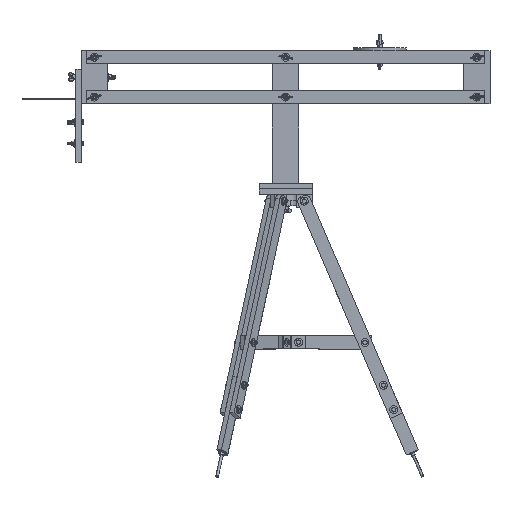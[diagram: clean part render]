
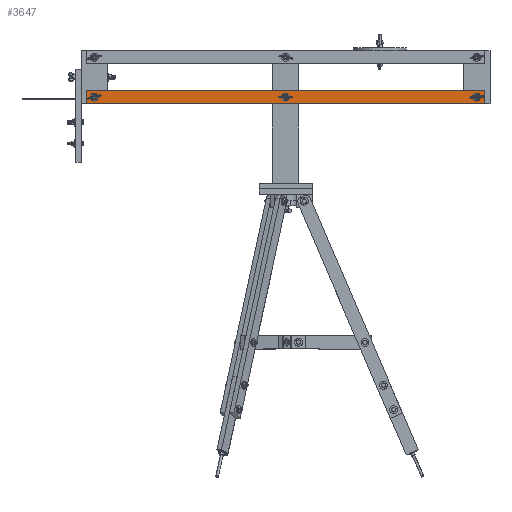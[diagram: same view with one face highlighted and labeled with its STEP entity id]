
A CAD part, top view. The second image highlights one B-rep face of the part: STEP entity #3647.
In plain terms, the highlighted planar face has unit normal (0, 0, 1).
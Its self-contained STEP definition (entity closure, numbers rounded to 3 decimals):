
#327 = VERTEX_POINT ( 'NONE', #17329 ) ;
#981 = EDGE_CURVE ( 'NONE', #13636, #8591, #17078, .T. ) ;
#1031 = CARTESIAN_POINT ( 'NONE',  ( -8., 0., 10.5 ) ) ;
#1285 = DIRECTION ( 'NONE',  ( 1., 0., 0. ) ) ;
#1492 = EDGE_LOOP ( 'NONE', ( #11022, #8525 ) ) ;
#1503 = EDGE_CURVE ( 'NONE', #5117, #11315, #6342, .T. ) ;
#1760 = CARTESIAN_POINT ( 'NONE',  ( 712., 0., 10.5 ) ) ;
#1918 = VECTOR ( 'NONE', #18721, 1000. ) ;
#1998 = DIRECTION ( 'NONE',  ( 0., 0., -1. ) ) ;
#2188 = EDGE_LOOP ( 'NONE', ( #5475, #14673, #20619, #6683 ) ) ;
#2213 = DIRECTION ( 'NONE',  ( 0., 0., 1. ) ) ;
#2229 = CIRCLE ( 'NONE', #12912, 8. ) ;
#2429 = VERTEX_POINT ( 'NONE', #1760 ) ;
#2473 = CARTESIAN_POINT ( 'NONE',  ( -720., 0., 10.5 ) ) ;
#2486 = EDGE_CURVE ( 'NONE', #11315, #15678, #18011, .T. ) ;
#3120 = CARTESIAN_POINT ( 'NONE',  ( -750., -25., 10.5 ) ) ;
#3647 = ADVANCED_FACE ( 'NONE', ( #11678, #6824, #13396, #4018 ), #12409, .F. ) ;
#3865 = CARTESIAN_POINT ( 'NONE',  ( -750., -25., 10.5 ) ) ;
#4018 = FACE_OUTER_BOUND ( 'NONE', #2188, .T. ) ;
#4061 = DIRECTION ( 'NONE',  ( 0., 0., 1. ) ) ;
#4341 = DIRECTION ( 'NONE',  ( 0., 0., 1. ) ) ;
#4548 = CARTESIAN_POINT ( 'NONE',  ( 0., 0., 10.5 ) ) ;
#4995 = CARTESIAN_POINT ( 'NONE',  ( 8., 0., 10.5 ) ) ;
#5117 = VERTEX_POINT ( 'NONE', #3865 ) ;
#5380 = VECTOR ( 'NONE', #13281, 1000. ) ;
#5475 = ORIENTED_EDGE ( 'NONE', *, *, #2486, .T. ) ;
#5663 = EDGE_CURVE ( 'NONE', #15678, #17074, #15242, .T. ) ;
#6342 = LINE ( 'NONE', #3120, #16384 ) ;
#6436 = LINE ( 'NONE', #13027, #1918 ) ;
#6683 = ORIENTED_EDGE ( 'NONE', *, *, #1503, .T. ) ;
#6700 = CARTESIAN_POINT ( 'NONE',  ( 750., -25., 10.5 ) ) ;
#6824 = FACE_BOUND ( 'NONE', #7059, .T. ) ;
#6901 = CARTESIAN_POINT ( 'NONE',  ( -712., 0., 10.5 ) ) ;
#7059 = EDGE_LOOP ( 'NONE', ( #20214, #19087 ) ) ;
#7242 = DIRECTION ( 'NONE',  ( 1., 0., 0. ) ) ;
#7347 = DIRECTION ( 'NONE',  ( 0., 0., 1. ) ) ;
#7486 = CARTESIAN_POINT ( 'NONE',  ( 0., 0., 10.5 ) ) ;
#8490 = EDGE_CURVE ( 'NONE', #327, #9910, #12823, .T. ) ;
#8491 = AXIS2_PLACEMENT_3D ( 'NONE', #4548, #4341, #20685 ) ;
#8525 = ORIENTED_EDGE ( 'NONE', *, *, #981, .F. ) ;
#8591 = VERTEX_POINT ( 'NONE', #4995 ) ;
#9571 = VECTOR ( 'NONE', #10403, 1000. ) ;
#9910 = VERTEX_POINT ( 'NONE', #6901 ) ;
#9916 = AXIS2_PLACEMENT_3D ( 'NONE', #18649, #7347, #7242 ) ;
#9973 = ORIENTED_EDGE ( 'NONE', *, *, #12840, .F. ) ;
#10403 = DIRECTION ( 'NONE',  ( -1., 0., 0. ) ) ;
#10610 = CARTESIAN_POINT ( 'NONE',  ( -750., 25., 10.5 ) ) ;
#11022 = ORIENTED_EDGE ( 'NONE', *, *, #12269, .F. ) ;
#11315 = VERTEX_POINT ( 'NONE', #17654 ) ;
#11527 = VERTEX_POINT ( 'NONE', #11836 ) ;
#11678 = FACE_BOUND ( 'NONE', #19150, .T. ) ;
#11836 = CARTESIAN_POINT ( 'NONE',  ( 728., 0., 10.5 ) ) ;
#11935 = DIRECTION ( 'NONE',  ( 1., 0., 0. ) ) ;
#12095 = CARTESIAN_POINT ( 'NONE',  ( 750., 25., 10.5 ) ) ;
#12269 = EDGE_CURVE ( 'NONE', #8591, #13636, #2229, .T. ) ;
#12409 = PLANE ( 'NONE',  #14336 ) ;
#12823 = CIRCLE ( 'NONE', #18288, 8. ) ;
#12840 = EDGE_CURVE ( 'NONE', #9910, #327, #19754, .T. ) ;
#12912 = AXIS2_PLACEMENT_3D ( 'NONE', #7486, #4061, #14057 ) ;
#13027 = CARTESIAN_POINT ( 'NONE',  ( -750., -25., 10.5 ) ) ;
#13047 = EDGE_CURVE ( 'NONE', #17074, #5117, #6436, .T. ) ;
#13281 = DIRECTION ( 'NONE',  ( 0., 1., 0. ) ) ;
#13396 = FACE_BOUND ( 'NONE', #1492, .T. ) ;
#13636 = VERTEX_POINT ( 'NONE', #1031 ) ;
#13749 = AXIS2_PLACEMENT_3D ( 'NONE', #16739, #2213, #18569 ) ;
#14057 = DIRECTION ( 'NONE',  ( 1., 0., 0. ) ) ;
#14336 = AXIS2_PLACEMENT_3D ( 'NONE', #19944, #1998, #18953 ) ;
#14511 = CARTESIAN_POINT ( 'NONE',  ( -720., 0., 10.5 ) ) ;
#14673 = ORIENTED_EDGE ( 'NONE', *, *, #5663, .T. ) ;
#15242 = LINE ( 'NONE', #10610, #9571 ) ;
#15678 = VERTEX_POINT ( 'NONE', #12095 ) ;
#16084 = DIRECTION ( 'NONE',  ( 0., 0., 1. ) ) ;
#16384 = VECTOR ( 'NONE', #11935, 1000. ) ;
#16739 = CARTESIAN_POINT ( 'NONE',  ( 720., 0., 10.5 ) ) ;
#17074 = VERTEX_POINT ( 'NONE', #20457 ) ;
#17078 = CIRCLE ( 'NONE', #8491, 8. ) ;
#17329 = CARTESIAN_POINT ( 'NONE',  ( -728., 0., 10.5 ) ) ;
#17654 = CARTESIAN_POINT ( 'NONE',  ( 750., -25., 10.5 ) ) ;
#17754 = DIRECTION ( 'NONE',  ( 0., 0., 1. ) ) ;
#18011 = LINE ( 'NONE', #6700, #5380 ) ;
#18288 = AXIS2_PLACEMENT_3D ( 'NONE', #2473, #16084, #18822 ) ;
#18403 = AXIS2_PLACEMENT_3D ( 'NONE', #14511, #17754, #1285 ) ;
#18531 = EDGE_CURVE ( 'NONE', #11527, #2429, #19885, .T. ) ;
#18569 = DIRECTION ( 'NONE',  ( 1., 0., 0. ) ) ;
#18649 = CARTESIAN_POINT ( 'NONE',  ( 720., 0., 10.5 ) ) ;
#18721 = DIRECTION ( 'NONE',  ( 0., -1., 0. ) ) ;
#18822 = DIRECTION ( 'NONE',  ( 1., 0., 0. ) ) ;
#18886 = CIRCLE ( 'NONE', #13749, 8. ) ;
#18953 = DIRECTION ( 'NONE',  ( -1., 0., 0. ) ) ;
#19087 = ORIENTED_EDGE ( 'NONE', *, *, #19649, .F. ) ;
#19150 = EDGE_LOOP ( 'NONE', ( #9973, #19857 ) ) ;
#19649 = EDGE_CURVE ( 'NONE', #2429, #11527, #18886, .T. ) ;
#19754 = CIRCLE ( 'NONE', #18403, 8. ) ;
#19857 = ORIENTED_EDGE ( 'NONE', *, *, #8490, .F. ) ;
#19885 = CIRCLE ( 'NONE', #9916, 8. ) ;
#19944 = CARTESIAN_POINT ( 'NONE',  ( 0., 0., 10.5 ) ) ;
#20214 = ORIENTED_EDGE ( 'NONE', *, *, #18531, .F. ) ;
#20457 = CARTESIAN_POINT ( 'NONE',  ( -750., 25., 10.5 ) ) ;
#20619 = ORIENTED_EDGE ( 'NONE', *, *, #13047, .T. ) ;
#20685 = DIRECTION ( 'NONE',  ( 1., 0., 0. ) ) ;
